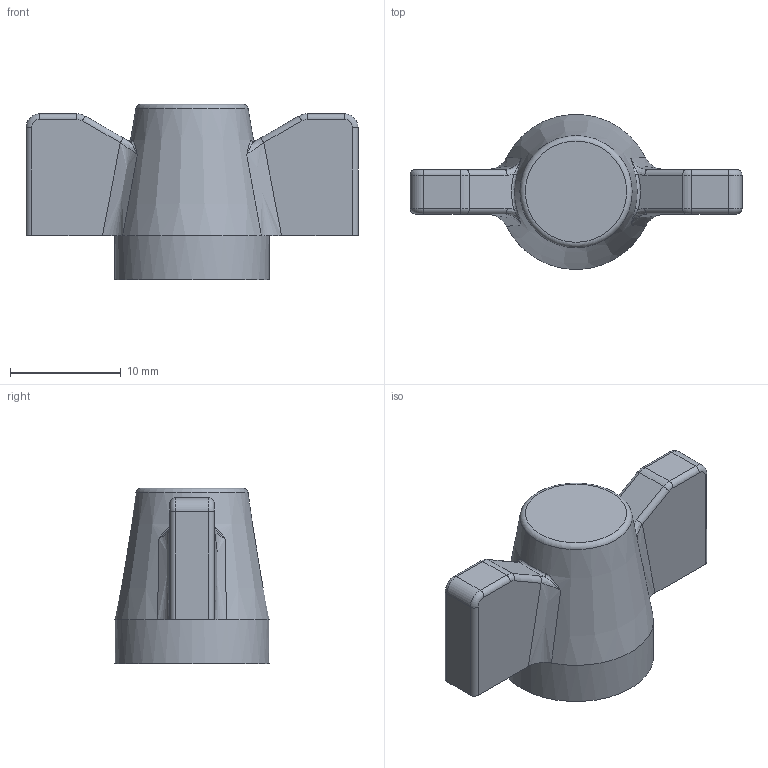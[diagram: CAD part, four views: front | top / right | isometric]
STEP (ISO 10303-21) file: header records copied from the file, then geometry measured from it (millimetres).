
FILE_DESCRIPTION( ( 'Unknown' ), '1' );
FILE_NAME( '7318005_GB30_M04.stp', 'Unknown', ( 'Unknown' ), ( 'Unknown' ), 'PSStep 11.0', 'Unknown', ' ' );
FILE_SCHEMA( ( 'AUTOMOTIVE_DESIGN { 1 0 10303 214 1 1 1 1 }' ) );
Length unit declared in the file: millimetre
Products named in the file (1): 1
Bounding box: 30 x 14 x 15.87 mm (x, y, z)
Volume: 2629.6 mm3; surface area: 1471.7 mm2
Topology: 1 solids, 1 shells, 58 faces, 139 edges, 79 vertices
Faces by surface type: cylinder 19, bspline 14, plane 14, torus 9, cone 2
Full cylindrical faces by diameter (mm): 3.242 x2, 14 x1
Entity records: 3370 total; most frequent: CARTESIAN_POINT 1704, ORIENTED_EDGE 248, DIRECTION 240, EDGE_CURVE 124, AXIS2_PLACEMENT_3D 101, VERTEX_POINT 75, EDGE_LOOP 64, FACE_OUTER_BOUND 62
